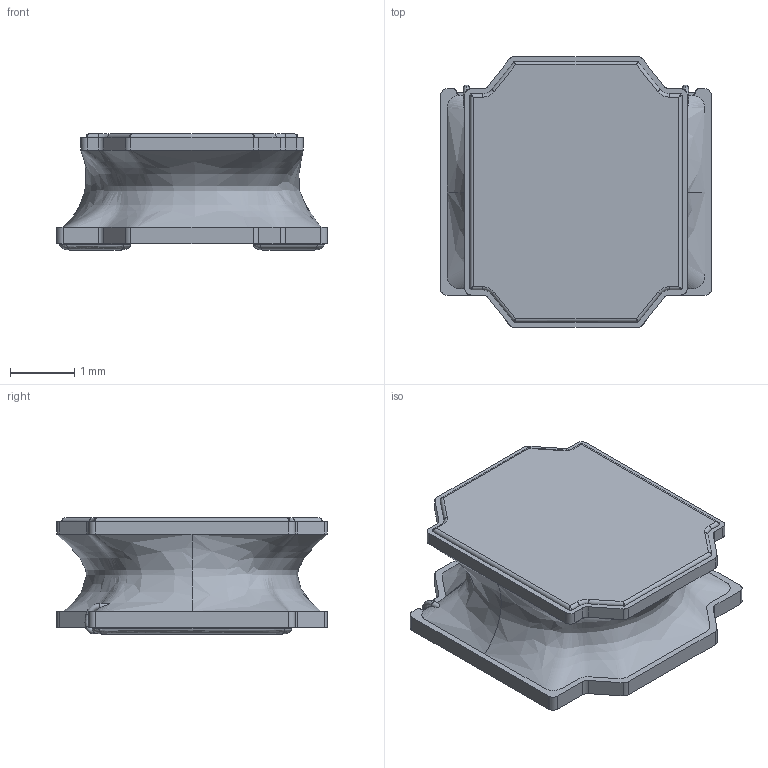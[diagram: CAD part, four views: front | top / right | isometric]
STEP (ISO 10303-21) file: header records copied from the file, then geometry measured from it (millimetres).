
FILE_DESCRIPTION (( 'STEP AP214' ), '1' );
FILE_NAME ('CBEB18DD-1EB0-4A7B-A369-9DEDAAFEDED2.STEP', '2023-10-09T01:57:08', ( '' ), ( '' ), 'SwSTEP 2.0', 'SolidWorks 2022', '' );
FILE_SCHEMA (( 'AUTOMOTIVE_DESIGN' ));
Length unit declared in the file: millimetre
Products named in the file (1): CBEB18DD-1EB0-4A7B-A369-9DEDAAFEDED2
Bounding box: 4.2 x 4.2 x 1.8 mm (x, y, z)
Volume: 20.3 mm3; surface area: 57.3 mm2
Topology: 1 solids, 1 shells, 145 faces, 410 edges, 258 vertices
Faces by surface type: cylinder 56, plane 47, bspline 26, torus 16
Entity records: 11212 total; most frequent: CARTESIAN_POINT 7057, ORIENTED_EDGE 804, DIRECTION 648, EDGE_CURVE 402, VERTEX_POINT 258, AXIS2_PLACEMENT_3D 231, LINE 186, VECTOR 186
